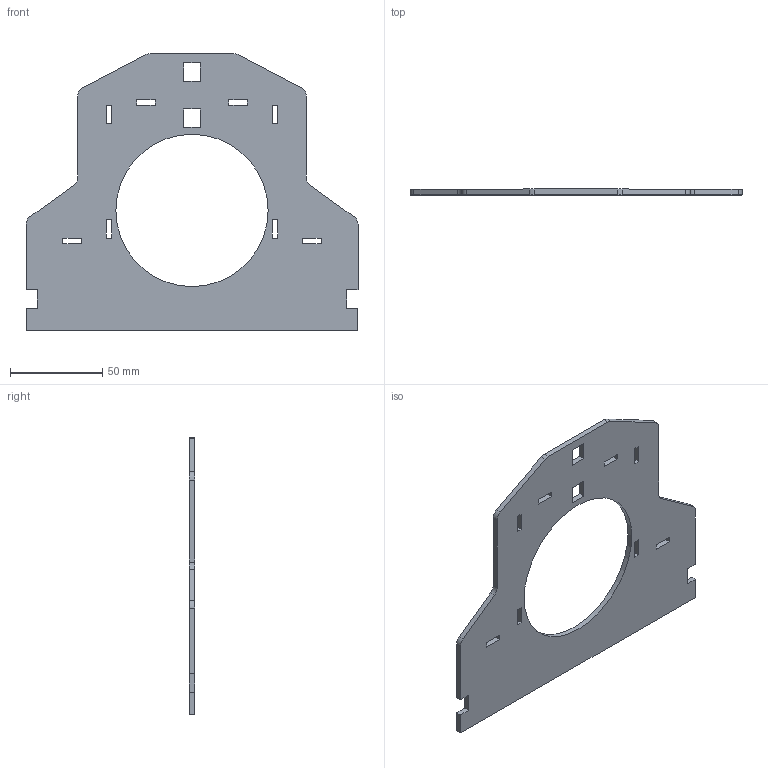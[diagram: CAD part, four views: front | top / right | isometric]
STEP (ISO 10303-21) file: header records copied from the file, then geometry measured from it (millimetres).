
FILE_DESCRIPTION((''),'2;1');
FILE_NAME('Top Plate 25090213.stp','2013-11-13T21:58:41',(''),(''),'Autodesk Inventor 2013','Autodesk Inventor 2013','');
FILE_SCHEMA(('AUTOMOTIVE_DESIGN { 1 0 10303 214 1 1 1 1 }'));
Length unit declared in the file: millimetre
Products named in the file (1): Top Plate 25090213
Bounding box: 180 x 3 x 150 mm (x, y, z)
Volume: 47593.9 mm3; surface area: 35230.7 mm2
Topology: 1 solids, 1 shells, 69 faces, 201 edges, 134 vertices
Faces by surface type: plane 60, cylinder 9
Full cylindrical faces by diameter (mm): 82.55 x1
Entity records: 2401 total; most frequent: CARTESIAN_POINT 404, ORIENTED_EDGE 400, DIRECTION 358, EDGE_CURVE 200, VECTOR 182, LINE 182, VERTEX_POINT 134, EDGE_LOOP 92
